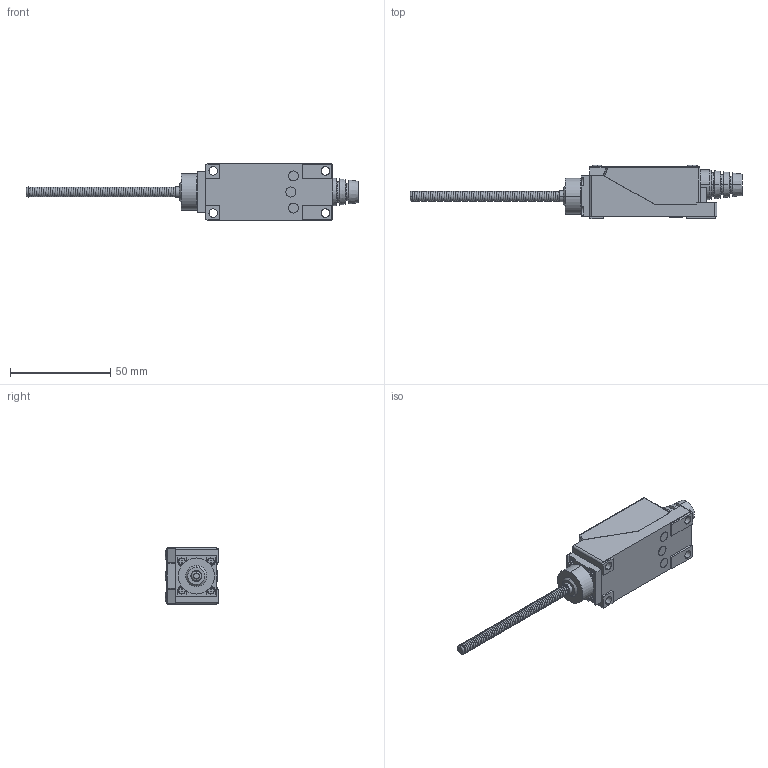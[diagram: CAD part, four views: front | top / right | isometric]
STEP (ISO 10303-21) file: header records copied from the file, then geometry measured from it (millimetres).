
FILE_DESCRIPTION (( 'STEP AP203' ), '1' );
FILE_NAME ('TZ8167.ÃÌ Êîíöåâîé âûêëþ÷àòåëü TZ-8167.STEP', '2024-08-23T06:37:03', ( '' ), ( '' ), 'SwSTEP 2.0', 'SolidWorks 2021', '' );
FILE_SCHEMA (( 'CONFIG_CONTROL_DESIGN' ));
Length unit declared in the file: millimetre
Products named in the file (1): TZ8167.ÃÌ Êîíöåâîé âûêëþ÷àòåëü TZ-8167
Bounding box: 165.6 x 26.8 x 28 mm (x, y, z)
Volume: 45172.4 mm3; surface area: 18729.4 mm2
Topology: 12 solids, 12 shells, 296 faces, 734 edges, 472 vertices
Faces by surface type: plane 187, cylinder 70, cone 22, torus 8, bspline 5, sphere 4
Entity records: 21491 total; most frequent: CARTESIAN_POINT 14358, ORIENTED_EDGE 1460, DIRECTION 1449, EDGE_CURVE 730, AXIS2_PLACEMENT_3D 485, LINE 479, VECTOR 479, VERTEX_POINT 472
